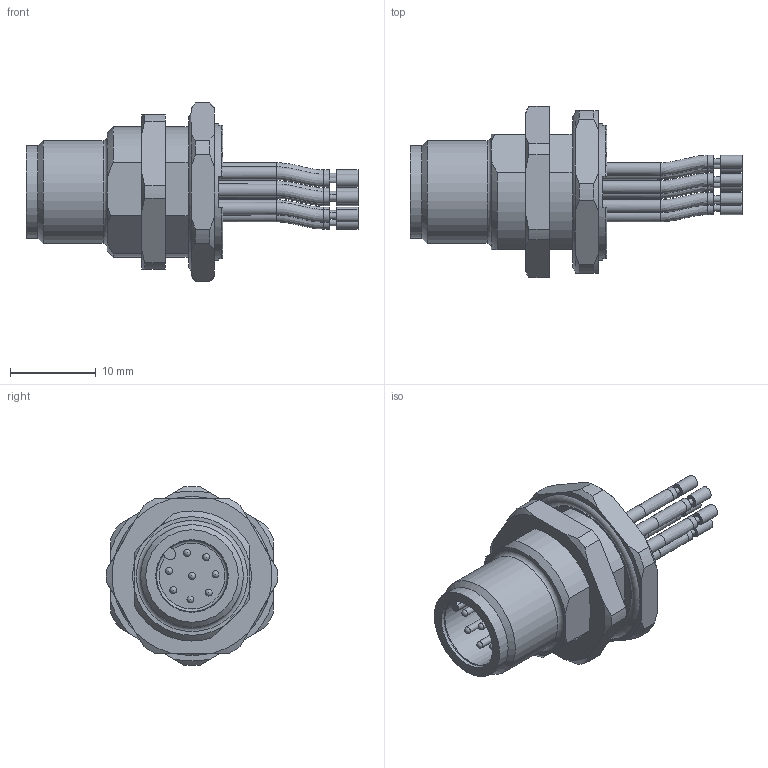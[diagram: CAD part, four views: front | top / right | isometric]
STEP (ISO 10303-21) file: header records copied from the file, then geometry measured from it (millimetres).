
FILE_DESCRIPTION(/* description */ (''),/* implementation_level */ '2;1');
FILE_NAME(/* name */ 'AL-FHM12SUA8-m_PG9.stp',/* time_stamp */ '2019-01-11T08:15:54+01:00',/* author */ (''),/* organization */ (''),/* preprocessor_version */ 'ST-DEVELOPER v16',/* originating_system */ 'SIEMENS PLM Software NX 10.0',/* authorisation */ '');
FILE_SCHEMA (('AUTOMOTIVE_DESIGN { 1 0 10303 214 3 1 1 1 }'));
Length unit declared in the file: millimetre
Products named in the file (1): v.sh12C8C3725mxt
Bounding box: 38.8 x 19.99 x 20.89 mm (x, y, z)
Volume: 3723.3 mm3; surface area: 3298.2 mm2
Topology: 2 solids, 2 shells, 189 faces, 505 edges, 343 vertices
Faces by surface type: cylinder 71, plane 65, cone 25, torus 12, bspline 8, sphere 8
Full cylindrical faces by diameter (mm): 0.7 x8, 0.8 x8, 1.5 x24, 8.4 x1, 10.8 x1, 12 x1, 15.6 x1, 16 x1
Entity records: 5986 total; most frequent: CARTESIAN_POINT 1876, DIRECTION 834, ORIENTED_EDGE 758, EDGE_CURVE 379, AXIS2_PLACEMENT_3D 351, EDGE_LOOP 287, VERTEX_POINT 285, ADVANCED_FACE 189
